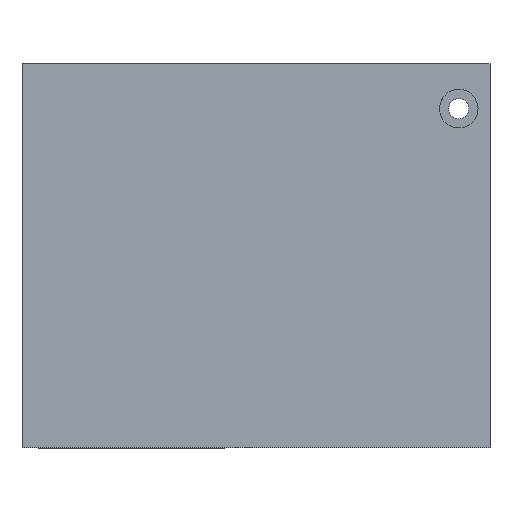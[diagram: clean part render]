
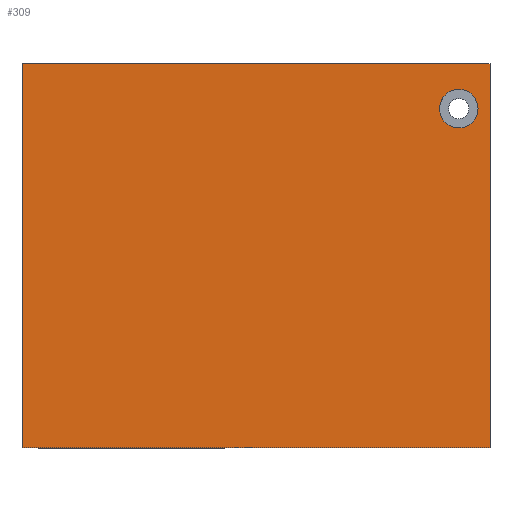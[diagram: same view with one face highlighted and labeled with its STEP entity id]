
A CAD part, top view. The second image highlights one B-rep face of the part: STEP entity #309.
In plain terms, the highlighted planar face has unit normal (0, 0, 1).
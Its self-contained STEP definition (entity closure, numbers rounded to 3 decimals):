
#83=CARTESIAN_POINT('',(-74.5,205.9,33.));
#84=VERTEX_POINT('',#83);
#91=CARTESIAN_POINT('',(-23.6,205.9,33.));
#92=VERTEX_POINT('',#91);
#93=CARTESIAN_POINT('',(-23.6,205.9,33.));
#94=DIRECTION('',(-1.,0.,0.));
#95=VECTOR('',#94,50.9);
#96=LINE('',#93,#95);
#97=EDGE_CURVE('',#92,#84,#96,.T.);
#172=CARTESIAN_POINT('',(-23.6,164.1,33.));
#173=VERTEX_POINT('',#172);
#180=CARTESIAN_POINT('',(-74.5,164.1,33.));
#181=VERTEX_POINT('',#180);
#182=CARTESIAN_POINT('',(-74.5,164.1,33.));
#183=DIRECTION('',(1.,0.,-0.));
#184=VECTOR('',#183,50.9);
#185=LINE('',#182,#184);
#186=EDGE_CURVE('',#181,#173,#185,.T.);
#255=CARTESIAN_POINT('',(-74.5,164.1,33.));
#256=DIRECTION('',(0.,1.,0.));
#257=VECTOR('',#256,41.8);
#258=LINE('',#255,#257);
#259=EDGE_CURVE('',#181,#84,#258,.T.);
#278=CARTESIAN_POINT('',(-23.6,164.1,33.));
#279=DIRECTION('',(0.,1.,0.));
#280=VECTOR('',#279,41.8);
#281=LINE('',#278,#280);
#282=EDGE_CURVE('',#173,#92,#281,.T.);
#287=CARTESIAN_POINT('',(0.5,56.,33.));
#288=DIRECTION('',(0.,0.,1.));
#289=DIRECTION('',(0.,-1.,0.));
#290=AXIS2_PLACEMENT_3D('',#287,#288,#289);
#291=PLANE('',#290);
#292=CARTESIAN_POINT('',(-24.9,201.,33.));
#293=VERTEX_POINT('',#292);
#294=CARTESIAN_POINT('',(-27.,201.,33.));
#295=DIRECTION('',(0.,0.,1.));
#296=DIRECTION('',(1.,0.,-0.));
#297=AXIS2_PLACEMENT_3D('',#294,#295,#296);
#298=CIRCLE('',#297,2.1);
#299=EDGE_CURVE('',#293,#293,#298,.T.);
#300=ORIENTED_EDGE('',*,*,#299,.F.);
#301=EDGE_LOOP('',(#300));
#302=FACE_BOUND('',#301,.T.);
#303=ORIENTED_EDGE('',*,*,#259,.F.);
#304=ORIENTED_EDGE('',*,*,#186,.T.);
#305=ORIENTED_EDGE('',*,*,#282,.T.);
#306=ORIENTED_EDGE('',*,*,#97,.T.);
#307=EDGE_LOOP('',(#303,#304,#305,#306));
#308=FACE_BOUND('',#307,.T.);
#309=ADVANCED_FACE('',(#302,#308),#291,.T.);
